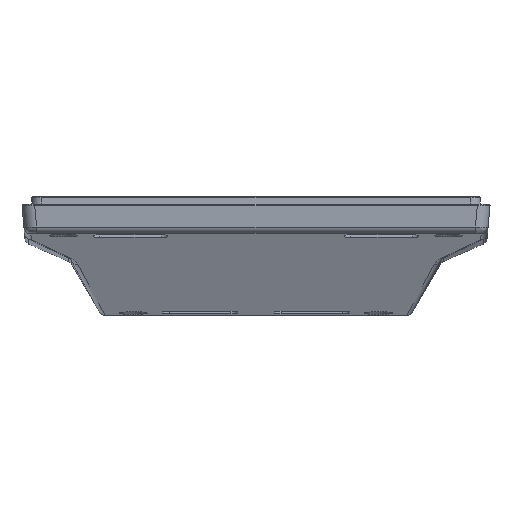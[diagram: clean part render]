
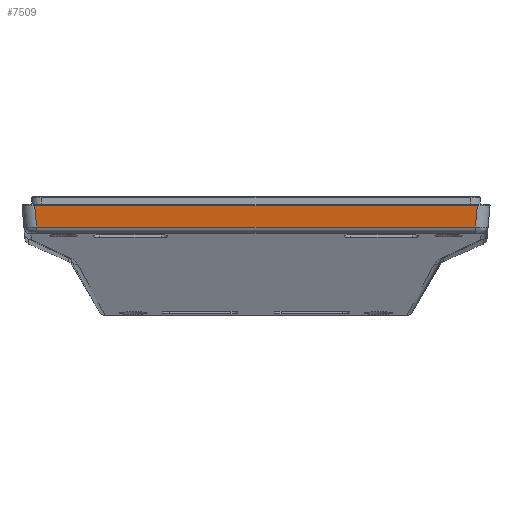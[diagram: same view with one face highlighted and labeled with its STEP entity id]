
A CAD part, front view. The second image highlights one B-rep face of the part: STEP entity #7509.
In plain terms, the highlighted planar face has unit normal (0, -0.996, -0.087).
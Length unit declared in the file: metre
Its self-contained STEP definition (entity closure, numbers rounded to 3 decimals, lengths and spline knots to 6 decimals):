
#596=LINE('',#11965,#1275);
#597=LINE('',#11968,#1276);
#598=LINE('',#11970,#1277);
#599=LINE('',#11972,#1278);
#1275=VECTOR('',#9294,1.);
#1276=VECTOR('',#9295,1.);
#1277=VECTOR('',#9296,1.);
#1278=VECTOR('',#9297,1.);
#2167=ORIENTED_EDGE('',*,*,#4385,.T.);
#2168=ORIENTED_EDGE('',*,*,#4386,.T.);
#2169=ORIENTED_EDGE('',*,*,#4387,.T.);
#2170=ORIENTED_EDGE('',*,*,#4388,.T.);
#4385=EDGE_CURVE('',#5494,#5495,#596,.T.);
#4386=EDGE_CURVE('',#5495,#5496,#597,.F.);
#4387=EDGE_CURVE('',#5496,#5497,#598,.F.);
#4388=EDGE_CURVE('',#5497,#5494,#599,.F.);
#5494=VERTEX_POINT('',#11966);
#5495=VERTEX_POINT('',#11967);
#5496=VERTEX_POINT('',#11969);
#5497=VERTEX_POINT('',#11971);
#6286=EDGE_LOOP('',(#2167,#2168,#2169,#2170));
#6801=FACE_BOUND('',#6286,.T.);
#7292=PLANE('',#8121);
#7509=ADVANCED_FACE('',(#6801),#7292,.T.);
#8121=AXIS2_PLACEMENT_3D('',#11964,#9292,#9293);
#9292=DIRECTION('',(0.,-0.996,-0.087));
#9293=DIRECTION('',(0.,0.087,-0.996));
#9294=DIRECTION('',(0.087,-0.087,0.992));
#9295=DIRECTION('',(1.,0.,0.));
#9296=DIRECTION('',(-0.087,-0.087,0.992));
#9297=DIRECTION('',(-1.,0.,0.));
#11964=CARTESIAN_POINT('',(0.392869,-0.099005,-0.0119));
#11965=CARTESIAN_POINT('',(0.48394,-0.098313,-0.019807));
#11966=CARTESIAN_POINT('',(0.484227,-0.0986,-0.016533));
#11967=CARTESIAN_POINT('',(0.484615,-0.098988,-0.012099));
#11968=CARTESIAN_POINT('',(0.392869,-0.098988,-0.012099));
#11969=CARTESIAN_POINT('',(0.394523,-0.098988,-0.012099));
#11970=CARTESIAN_POINT('',(0.394493,-0.099017,-0.011759));
#11971=CARTESIAN_POINT('',(0.394911,-0.0986,-0.016533));
#11972=CARTESIAN_POINT('',(0.484126,-0.0986,-0.016533));
